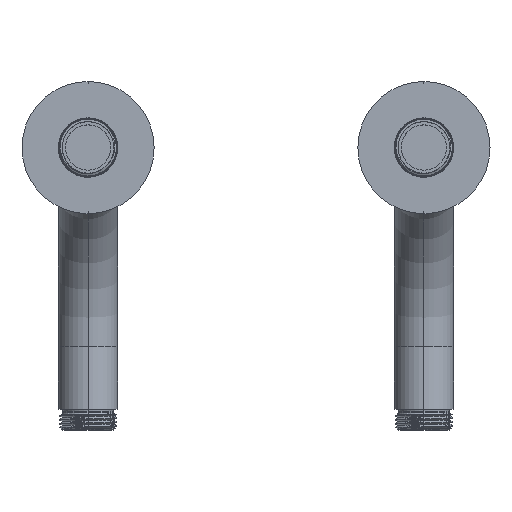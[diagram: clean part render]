
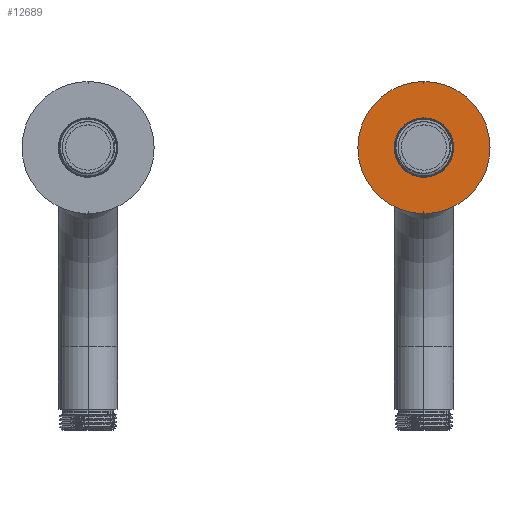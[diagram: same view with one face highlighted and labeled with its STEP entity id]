
A CAD part, top view. The second image highlights one B-rep face of the part: STEP entity #12689.
In plain terms, the highlighted planar face has unit normal (0, 0, 1).
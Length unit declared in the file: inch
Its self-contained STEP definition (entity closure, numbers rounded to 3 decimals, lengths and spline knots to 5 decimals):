
#8152=CARTESIAN_POINT('',(6.,0.,-1.));
#8153=DIRECTION('',(0.,0.,-1.));
#8154=DIRECTION('',(0.,1.,0.));
#8155=AXIS2_PLACEMENT_3D('',#8152,#8153,#8154);
#8157=CARTESIAN_POINT('',(6.,0.,-1.));
#8158=DIRECTION('',(0.,0.,1.));
#8159=DIRECTION('',(0.,1.,0.));
#8160=AXIS2_PLACEMENT_3D('',#8157,#8158,#8159);
#8162=CARTESIAN_POINT('',(6.,0.,-1.));
#8163=DIRECTION('',(0.,0.,-1.));
#8164=DIRECTION('',(0.,1.,0.));
#8165=AXIS2_PLACEMENT_3D('',#8162,#8163,#8164);
#8208=CARTESIAN_POINT('',(6.,0.,-1.));
#8209=DIRECTION('',(0.,0.,-1.));
#8210=DIRECTION('',(0.,-1.,0.));
#8211=AXIS2_PLACEMENT_3D('',#8208,#8209,#8210);
#12536=CARTESIAN_POINT('',(6.,1.18,-1.));
#12538=VERTEX_POINT('',#12536);
#12546=CARTESIAN_POINT('',(6.,-1.18,-1.));
#12548=VERTEX_POINT('',#12546);
#12556=CARTESIAN_POINT('',(6.,0.53,-1.));
#12557=CARTESIAN_POINT('',(6.,-0.53,-1.));
#12558=VERTEX_POINT('',#12556);
#12559=VERTEX_POINT('',#12557);
#12674=CARTESIAN_POINT('',(6.,0.,-1.));
#12675=DIRECTION('',(0.,0.,1.));
#12676=DIRECTION('',(0.,-1.,0.));
#12677=AXIS2_PLACEMENT_3D('',#12674,#12675,#12676);
#12678=PLANE('',#12677);
#12679=ORIENTED_EDGE('',*,*,#12656,.T.);
#12680=ORIENTED_EDGE('',*,*,#12667,.F.);
#12681=EDGE_LOOP('',(#12679,#12680));
#12682=FACE_OUTER_BOUND('',#12681,.F.);
#12684=ORIENTED_EDGE('',*,*,#12683,.F.);
#12686=ORIENTED_EDGE('',*,*,#12685,.F.);
#12687=EDGE_LOOP('',(#12684,#12686));
#12688=FACE_BOUND('',#12687,.F.);
#12689=ADVANCED_FACE('',(#12682,#12688),#12678,.T.);
#8156=CIRCLE('',#8155,1.18);
#8161=CIRCLE('',#8160,1.18);
#8166=CIRCLE('',#8165,0.53);
#8212=CIRCLE('',#8211,0.53);
#12656=EDGE_CURVE('',#12538,#12548,#8156,.T.);
#12667=EDGE_CURVE('',#12538,#12548,#8161,.T.);
#12683=EDGE_CURVE('',#12558,#12559,#8166,.T.);
#12685=EDGE_CURVE('',#12559,#12558,#8212,.T.);
